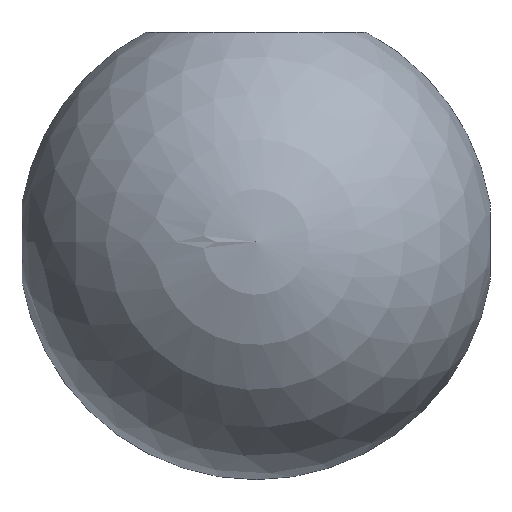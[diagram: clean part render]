
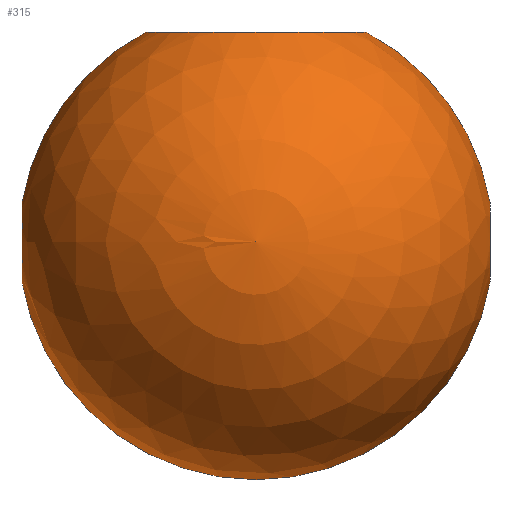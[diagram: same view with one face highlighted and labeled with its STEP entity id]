
A CAD part, top view. The second image highlights one B-rep face of the part: STEP entity #315.
In plain terms, the highlighted spherical face has radius 15 mm.
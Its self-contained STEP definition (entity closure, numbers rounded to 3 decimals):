
#8 = EDGE_CURVE ( 'NONE', #535, #359, #498, .T. ) ;
#14 = DIRECTION ( 'NONE',  ( 1., 0., 0. ) ) ;
#16 = DIRECTION ( 'NONE',  ( 0., 0., -1. ) ) ;
#33 = ORIENTED_EDGE ( 'NONE', *, *, #8, .T. ) ;
#39 = EDGE_CURVE ( 'NONE', #531, #283, #196, .T. ) ;
#50 = CARTESIAN_POINT ( 'NONE',  ( -14.79, 2.5, 0. ) ) ;
#64 = VERTEX_POINT ( 'NONE', #167 ) ;
#72 = FACE_OUTER_BOUND ( 'NONE', #477, .T. ) ;
#74 = CARTESIAN_POINT ( 'NONE',  ( 0., 0., 0. ) ) ;
#75 = DIRECTION ( 'NONE',  ( -1., 0., 0. ) ) ;
#77 = ORIENTED_EDGE ( 'NONE', *, *, #388, .F. ) ;
#80 = CARTESIAN_POINT ( 'NONE',  ( 0., 0., 0. ) ) ;
#84 = CARTESIAN_POINT ( 'NONE',  ( -14.79, 0., 0. ) ) ;
#85 = VERTEX_POINT ( 'NONE', #470 ) ;
#86 = CARTESIAN_POINT ( 'NONE',  ( 0., 0., 0. ) ) ;
#90 = CARTESIAN_POINT ( 'NONE',  ( 14.79, -2.5, 0. ) ) ;
#105 = ORIENTED_EDGE ( 'NONE', *, *, #39, .T. ) ;
#109 = EDGE_CURVE ( 'NONE', #258, #64, #524, .T. ) ;
#111 = VERTEX_POINT ( 'NONE', #90 ) ;
#116 = ORIENTED_EDGE ( 'NONE', *, *, #130, .T. ) ;
#123 = CARTESIAN_POINT ( 'NONE',  ( 14.79, 0., 0. ) ) ;
#126 = AXIS2_PLACEMENT_3D ( 'NONE', #74, #150, #75 ) ;
#130 = EDGE_CURVE ( 'NONE', #111, #85, #141, .T. ) ;
#141 = CIRCLE ( 'NONE', #415, 2.5 ) ;
#143 = ORIENTED_EDGE ( 'NONE', *, *, #444, .T. ) ;
#146 = AXIS2_PLACEMENT_3D ( 'NONE', #80, #254, #160 ) ;
#150 = DIRECTION ( 'NONE',  ( 0., 0., -1. ) ) ;
#152 = CARTESIAN_POINT ( 'NONE',  ( 7., 13.266, 0. ) ) ;
#156 = AXIS2_PLACEMENT_3D ( 'NONE', #168, #212, #507 ) ;
#160 = DIRECTION ( 'NONE',  ( -1., 0., 0. ) ) ;
#164 = ORIENTED_EDGE ( 'NONE', *, *, #332, .F. ) ;
#166 = DIRECTION ( 'NONE',  ( 0., 0., 1. ) ) ;
#167 = CARTESIAN_POINT ( 'NONE',  ( -7., 13.266, 0. ) ) ;
#168 = CARTESIAN_POINT ( 'NONE',  ( 0., 0., 0. ) ) ;
#176 = AXIS2_PLACEMENT_3D ( 'NONE', #123, #429, #166 ) ;
#179 = CARTESIAN_POINT ( 'NONE',  ( 14.79, 0., 0. ) ) ;
#190 = DIRECTION ( 'NONE',  ( -1., 0., 0. ) ) ;
#196 = CIRCLE ( 'NONE', #456, 2.5 ) ;
#209 = ORIENTED_EDGE ( 'NONE', *, *, #109, .T. ) ;
#212 = DIRECTION ( 'NONE',  ( 0., 0., 1. ) ) ;
#224 = CIRCLE ( 'NONE', #246, 15. ) ;
#238 = CARTESIAN_POINT ( 'NONE',  ( 14.79, 2.5, 0. ) ) ;
#246 = AXIS2_PLACEMENT_3D ( 'NONE', #86, #340, #297 ) ;
#253 = ORIENTED_EDGE ( 'NONE', *, *, #491, .T. ) ;
#254 = DIRECTION ( 'NONE',  ( 0., 0., -1. ) ) ;
#256 = CARTESIAN_POINT ( 'NONE',  ( -14.79, 0., 0. ) ) ;
#258 = VERTEX_POINT ( 'NONE', #152 ) ;
#261 = DIRECTION ( 'NONE',  ( 0., 0., -1. ) ) ;
#262 = AXIS2_PLACEMENT_3D ( 'NONE', #84, #300, #16 ) ;
#267 = CARTESIAN_POINT ( 'NONE',  ( 0., 13.266, 0. ) ) ;
#283 = VERTEX_POINT ( 'NONE', #407 ) ;
#296 = DIRECTION ( 'NONE',  ( 0., 0., -1. ) ) ;
#297 = DIRECTION ( 'NONE',  ( 1., 0., 0. ) ) ;
#300 = DIRECTION ( 'NONE',  ( 1., 0., 0. ) ) ;
#303 = DIRECTION ( 'NONE',  ( 0., -1., 0. ) ) ;
#307 = DIRECTION ( 'NONE',  ( 0., 0., 1. ) ) ;
#310 = CIRCLE ( 'NONE', #176, 2.5 ) ;
#315 = ADVANCED_FACE ( 'NONE', ( #72 ), #337, .T. ) ;
#325 = DIRECTION ( 'NONE',  ( 0., 0., -1. ) ) ;
#326 = AXIS2_PLACEMENT_3D ( 'NONE', #409, #325, #190 ) ;
#332 = EDGE_CURVE ( 'NONE', #258, #344, #462, .T. ) ;
#337 = SPHERICAL_SURFACE ( 'NONE', #126, 15. ) ;
#340 = DIRECTION ( 'NONE',  ( 0., 0., 1. ) ) ;
#344 = VERTEX_POINT ( 'NONE', #238 ) ;
#352 = DIRECTION ( 'NONE',  ( -1., 0., 0. ) ) ;
#359 = VERTEX_POINT ( 'NONE', #457 ) ;
#364 = CIRCLE ( 'NONE', #146, 15. ) ;
#388 = EDGE_CURVE ( 'NONE', #111, #359, #364, .T. ) ;
#407 = CARTESIAN_POINT ( 'NONE',  ( -14.79, 0., 2.5 ) ) ;
#409 = CARTESIAN_POINT ( 'NONE',  ( 0., 0., 0. ) ) ;
#415 = AXIS2_PLACEMENT_3D ( 'NONE', #179, #352, #307 ) ;
#421 = ORIENTED_EDGE ( 'NONE', *, *, #473, .T. ) ;
#429 = DIRECTION ( 'NONE',  ( -1., 0., 0. ) ) ;
#444 = EDGE_CURVE ( 'NONE', #85, #344, #310, .T. ) ;
#456 = AXIS2_PLACEMENT_3D ( 'NONE', #256, #14, #296 ) ;
#457 = CARTESIAN_POINT ( 'NONE',  ( 0., -15., 0. ) ) ;
#462 = CIRCLE ( 'NONE', #326, 15. ) ;
#465 = CARTESIAN_POINT ( 'NONE',  ( -14.79, -2.5, 0. ) ) ;
#470 = CARTESIAN_POINT ( 'NONE',  ( 14.79, 0., 2.5 ) ) ;
#473 = EDGE_CURVE ( 'NONE', #283, #535, #503, .T. ) ;
#477 = EDGE_LOOP ( 'NONE', ( #164, #209, #253, #105, #421, #33, #77, #116, #143 ) ) ;
#480 = AXIS2_PLACEMENT_3D ( 'NONE', #267, #303, #261 ) ;
#491 = EDGE_CURVE ( 'NONE', #64, #531, #224, .T. ) ;
#498 = CIRCLE ( 'NONE', #156, 15. ) ;
#503 = CIRCLE ( 'NONE', #262, 2.5 ) ;
#507 = DIRECTION ( 'NONE',  ( 1., 0., 0. ) ) ;
#524 = CIRCLE ( 'NONE', #480, 7. ) ;
#531 = VERTEX_POINT ( 'NONE', #50 ) ;
#535 = VERTEX_POINT ( 'NONE', #465 ) ;
